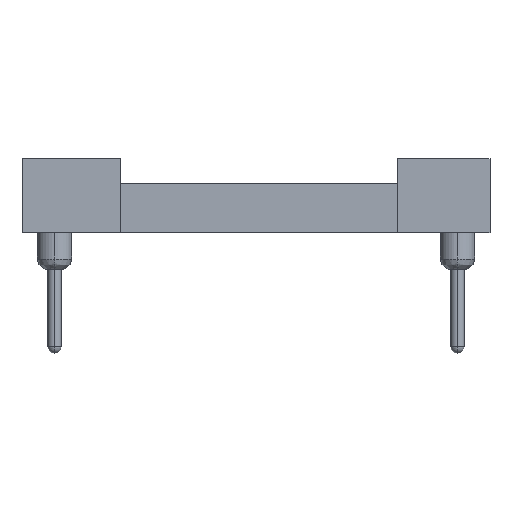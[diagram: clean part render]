
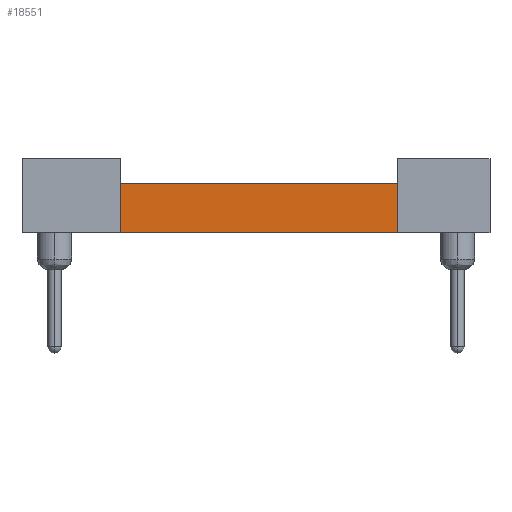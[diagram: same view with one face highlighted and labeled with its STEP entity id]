
A CAD part, front view. The second image highlights one B-rep face of the part: STEP entity #18551.
In plain terms, the highlighted planar face has unit normal (0, -1, 0).
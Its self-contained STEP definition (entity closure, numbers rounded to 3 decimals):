
#18470=CARTESIAN_POINT('',(5.36,-15.24,1.4));
#18471=VERTEX_POINT('',#18470);
#18472=CARTESIAN_POINT('',(-5.14,-15.24,1.4));
#18473=VERTEX_POINT('',#18472);
#18474=CARTESIAN_POINT('',(5.36,-15.24,1.4));
#18475=DIRECTION('',(-1.0,0.0,0.0));
#18476=VECTOR('',#18475,10.5);
#18477=LINE('',#18474,#18476);
#18478=EDGE_CURVE('',#18471,#18473,#18477,.T.);
#18521=CARTESIAN_POINT('',(6.005,-15.24,3.27));
#18522=DIRECTION('',(0.0,-1.0,0.0));
#18523=DIRECTION('',(0.0,0.0,1.0));
#18524=AXIS2_PLACEMENT_3D('',#18521,#18522,#18523);
#18525=PLANE('',#18524);
#18526=CARTESIAN_POINT('',(-5.14,-15.24,3.27));
#18527=VERTEX_POINT('',#18526);
#18528=CARTESIAN_POINT('',(5.36,-15.24,3.27));
#18529=VERTEX_POINT('',#18528);
#18530=CARTESIAN_POINT('',(-5.14,-15.24,3.27));
#18531=DIRECTION('',(1.0,0.0,0.0));
#18532=VECTOR('',#18531,10.5);
#18533=LINE('',#18530,#18532);
#18534=EDGE_CURVE('',#18527,#18529,#18533,.T.);
#18535=ORIENTED_EDGE('',*,*,#18534,.F.);
#18536=CARTESIAN_POINT('',(-5.14,-15.24,3.27));
#18537=DIRECTION('',(0.0,0.0,-1.0));
#18538=VECTOR('',#18537,1.87);
#18539=LINE('',#18536,#18538);
#18540=EDGE_CURVE('',#18527,#18473,#18539,.T.);
#18541=ORIENTED_EDGE('',*,*,#18540,.T.);
#18542=ORIENTED_EDGE('',*,*,#18478,.F.);
#18543=CARTESIAN_POINT('',(5.36,-15.24,1.4));
#18544=DIRECTION('',(0.0,0.0,1.0));
#18545=VECTOR('',#18544,1.87);
#18546=LINE('',#18543,#18545);
#18547=EDGE_CURVE('',#18471,#18529,#18546,.T.);
#18548=ORIENTED_EDGE('',*,*,#18547,.T.);
#18549=EDGE_LOOP('',(#18535,#18541,#18542,#18548));
#18550=FACE_OUTER_BOUND('',#18549,.T.);
#18551=ADVANCED_FACE('',(#18550),#18525,.T.);
